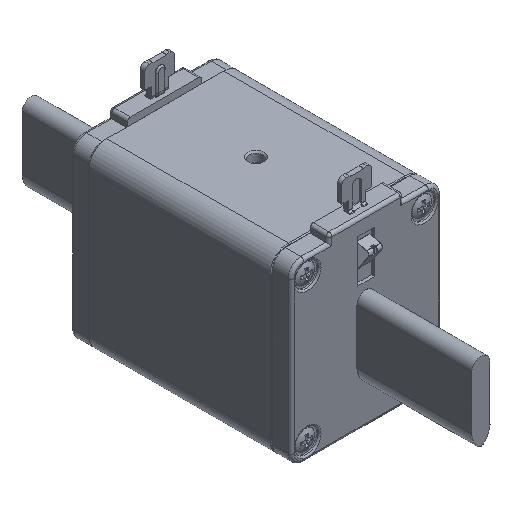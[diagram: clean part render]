
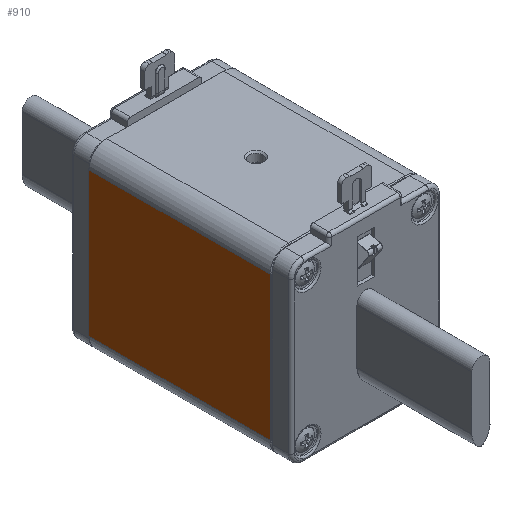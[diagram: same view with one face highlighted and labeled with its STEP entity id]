
A CAD part, isometric view. The second image highlights one B-rep face of the part: STEP entity #910.
In plain terms, the highlighted planar face has unit normal (-1, 0, 0).
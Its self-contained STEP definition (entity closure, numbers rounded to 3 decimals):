
#910=ADVANCED_FACE('',(#1900),#1557,.T.);
#1557=PLANE('',#11066);
#1900=FACE_OUTER_BOUND('',#2440,.T.);
#2440=EDGE_LOOP('',(#3340,#3341,#3342,#3343));
#3340=ORIENTED_EDGE('',*,*,#7422,.T.);
#3341=ORIENTED_EDGE('',*,*,#7423,.T.);
#3342=ORIENTED_EDGE('',*,*,#7424,.T.);
#3343=ORIENTED_EDGE('',*,*,#7425,.T.);
#6390=VERTEX_POINT('',#15782);
#6391=VERTEX_POINT('',#15783);
#6392=VERTEX_POINT('',#15785);
#6393=VERTEX_POINT('',#15787);
#7422=EDGE_CURVE('',#6390,#6391,#8897,.T.);
#7423=EDGE_CURVE('',#6391,#6392,#8898,.T.);
#7424=EDGE_CURVE('',#6392,#6393,#8899,.T.);
#7425=EDGE_CURVE('',#6393,#6390,#8900,.T.);
#8897=LINE('',#15781,#9699);
#8898=LINE('',#15784,#9700);
#8899=LINE('',#15786,#9701);
#8900=LINE('',#15788,#9702);
#9699=VECTOR('',#12485,1.);
#9700=VECTOR('',#12486,1.);
#9701=VECTOR('',#12487,1.);
#9702=VECTOR('',#12488,1.);
#11066=AXIS2_PLACEMENT_3D('',#15789,#12489,#12490);
#12485=DIRECTION('',(0.,1.,0.));
#12486=DIRECTION('',(0.,0.,-1.));
#12487=DIRECTION('',(0.,-1.,0.));
#12488=DIRECTION('',(0.,0.,1.));
#12489=DIRECTION('',(-1.,0.,0.));
#12490=DIRECTION('',(0.,0.,1.));
#15781=CARTESIAN_POINT('',(5.,-17.5,54.));
#15782=CARTESIAN_POINT('',(5.,-47.7,54.));
#15783=CARTESIAN_POINT('',(5.,12.7,54.));
#15784=CARTESIAN_POINT('',(5.,12.7,0.));
#15785=CARTESIAN_POINT('',(5.,12.7,6.));
#15786=CARTESIAN_POINT('',(5.,-17.5,6.));
#15787=CARTESIAN_POINT('',(5.,-47.7,6.));
#15788=CARTESIAN_POINT('',(5.,-47.7,0.));
#15789=CARTESIAN_POINT('',(5.,-17.5,0.));
